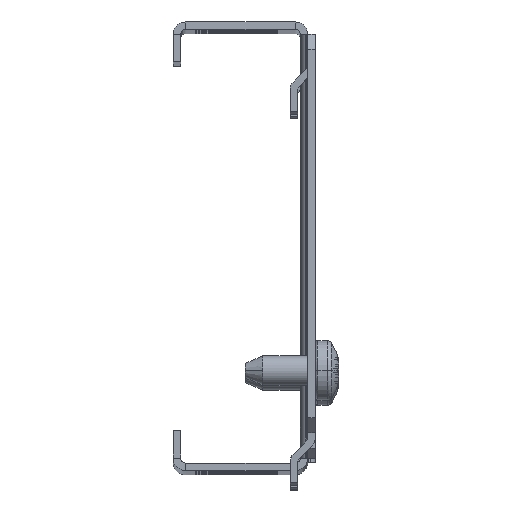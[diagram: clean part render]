
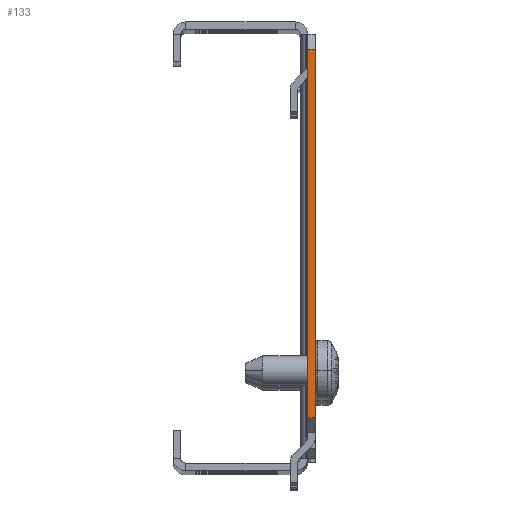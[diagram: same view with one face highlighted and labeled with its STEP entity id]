
A CAD part, top view. The second image highlights one B-rep face of the part: STEP entity #133.
In plain terms, the highlighted planar face has unit normal (0, 0, 1).
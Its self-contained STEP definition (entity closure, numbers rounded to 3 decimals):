
#133=ADVANCED_FACE('',(#1633),#1634,.T.);
#1633=FACE_OUTER_BOUND('',#4077,.T.);
#1634=PLANE('',#4078);
#4077=EDGE_LOOP('',(#7885,#7886,#7887,#7888));
#4078=AXIS2_PLACEMENT_3D('',#7889,#7890,#7891);
#7885=ORIENTED_EDGE('',*,*,#15947,.F.);
#7886=ORIENTED_EDGE('',*,*,#16030,.T.);
#7887=ORIENTED_EDGE('',*,*,#15972,.F.);
#7888=ORIENTED_EDGE('',*,*,#16031,.F.);
#7889=CARTESIAN_POINT('',(0.75,2.5,285.0));
#7890=DIRECTION('',(0.0,0.0,1.0));
#7891=DIRECTION('',(1.0,-0.0,0.0));
#15947=EDGE_CURVE('',#20189,#20191,#20192,.T.);
#15972=EDGE_CURVE('',#20235,#20237,#20238,.T.);
#16030=EDGE_CURVE('',#20189,#20237,#20334,.T.);
#16031=EDGE_CURVE('',#20191,#20235,#20335,.T.);
#20189=VERTEX_POINT('',#25946);
#20191=VERTEX_POINT('',#25949);
#20192=LINE('',#25950,#25951);
#20235=VERTEX_POINT('',#26009);
#20237=VERTEX_POINT('',#26012);
#20238=LINE('',#26013,#26014);
#20334=LINE('',#26199,#26200);
#20335=LINE('',#26201,#26202);
#25946=CARTESIAN_POINT('',(0.0,-34.5,285.0));
#25949=CARTESIAN_POINT('',(0.0,39.5,285.0));
#25950=CARTESIAN_POINT('',(0.0,-34.5,285.0));
#25951=VECTOR('',#31495,74.);
#26009=CARTESIAN_POINT('',(1.5,39.5,285.0));
#26012=CARTESIAN_POINT('',(1.5,-34.5,285.0));
#26013=CARTESIAN_POINT('',(1.5,39.5,285.0));
#26014=VECTOR('',#31536,74.);
#26199=CARTESIAN_POINT('',(0.0,-34.5,285.0));
#26200=VECTOR('',#31596,1.5);
#26201=CARTESIAN_POINT('',(0.0,39.5,285.0));
#26202=VECTOR('',#31597,1.5);
#31495=DIRECTION('',(0.0,1.0,0.0));
#31536=DIRECTION('',(0.0,-1.0,0.0));
#31596=DIRECTION('',(1.0,0.0,0.0));
#31597=DIRECTION('',(1.0,0.0,0.0));
